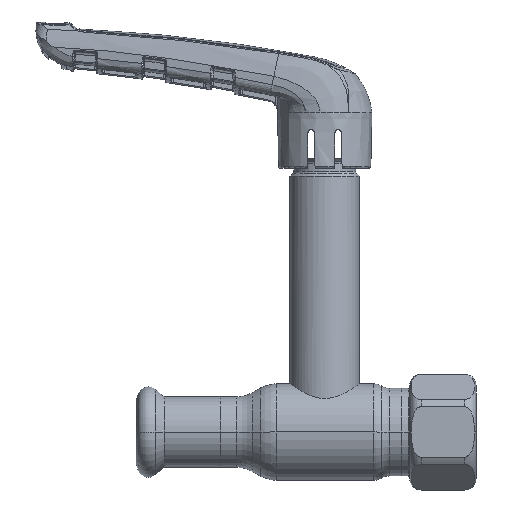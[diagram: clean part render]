
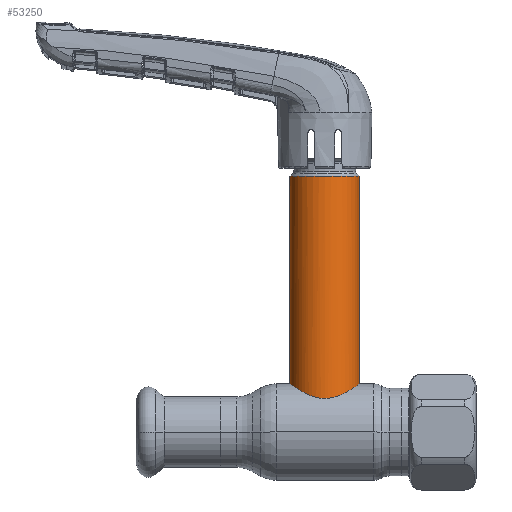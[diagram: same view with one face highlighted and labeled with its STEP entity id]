
A CAD part, top view. The second image highlights one B-rep face of the part: STEP entity #53250.
In plain terms, the highlighted cylindrical face has radius 9 mm (diameter 18 mm), a partial arc.
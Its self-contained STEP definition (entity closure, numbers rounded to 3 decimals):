
#114 = CARTESIAN_POINT ( 'NONE',  ( 9., 66.219, 0. ) ) ;
#141 = CARTESIAN_POINT ( 'NONE',  ( -8.027, 11.819, 4.08 ) ) ;
#960 = CARTESIAN_POINT ( 'NONE',  ( 4.551, 9.793, 7.77 ) ) ;
#1177 = CARTESIAN_POINT ( 'NONE',  ( -1.525, 8.803, 8.875 ) ) ;
#1390 = CARTESIAN_POINT ( 'NONE',  ( 7.268, 11.316, 5.316 ) ) ;
#3324 = CARTESIAN_POINT ( 'NONE',  ( -9., 66.219, 0. ) ) ;
#3793 = EDGE_CURVE ( 'NONE', #45474, #17504, #46929, .T. ) ;
#4319 = DIRECTION ( 'NONE',  ( -1., 0., 0. ) ) ;
#4423 = CARTESIAN_POINT ( 'NONE',  ( -4.549, 9.787, 7.786 ) ) ;
#4819 = CARTESIAN_POINT ( 'NONE',  ( -9., 12.5, 0.621 ) ) ;
#5086 = EDGE_LOOP ( 'NONE', ( #9391, #11233, #56180, #19461 ) ) ;
#5444 = CARTESIAN_POINT ( 'NONE',  ( -2.114, 8.924, 8.753 ) ) ;
#5480 = CARTESIAN_POINT ( 'NONE',  ( 0., 0., 0. ) ) ;
#5883 = CARTESIAN_POINT ( 'NONE',  ( 8.034, 11.823, 4.099 ) ) ;
#6098 = CARTESIAN_POINT ( 'NONE',  ( 4.046, 9.569, 8.044 ) ) ;
#6745 = AXIS2_PLACEMENT_3D ( 'NONE', #5480, #53504, #29278 ) ;
#7529 = EDGE_CURVE ( 'NONE', #18671, #51220, #56538, .T. ) ;
#8543 = DIRECTION ( 'NONE',  ( 0., -1., 0. ) ) ;
#9391 = ORIENTED_EDGE ( 'NONE', *, *, #40804, .F. ) ;
#10558 = CARTESIAN_POINT ( 'NONE',  ( 8.506, 12.148, 3. ) ) ;
#10766 = CARTESIAN_POINT ( 'NONE',  ( -0.301, 8.674, 9. ) ) ;
#10970 = CARTESIAN_POINT ( 'NONE',  ( 9., 12.5, 0.306 ) ) ;
#11233 = ORIENTED_EDGE ( 'NONE', *, *, #3793, .T. ) ;
#13656 = EDGE_CURVE ( 'NONE', #17504, #18671, #47350, .T. ) ;
#14165 = CARTESIAN_POINT ( 'NONE',  ( -3.248, 9.26, 8.398 ) ) ;
#14868 = DIRECTION ( 'NONE',  ( 0., -1., 0. ) ) ;
#15226 = CARTESIAN_POINT ( 'NONE',  ( 3.784, 9.461, 8.171 ) ) ;
#15641 = CARTESIAN_POINT ( 'NONE',  ( 1.225, 8.756, 8.921 ) ) ;
#17504 = VERTEX_POINT ( 'NONE', #3324 ) ;
#18671 = VERTEX_POINT ( 'NONE', #45241 ) ;
#19182 = CARTESIAN_POINT ( 'NONE',  ( 0., 66.219, 0. ) ) ;
#19461 = ORIENTED_EDGE ( 'NONE', *, *, #7529, .T. ) ;
#19698 = CARTESIAN_POINT ( 'NONE',  ( -9., 12.5, 0. ) ) ;
#19892 = CARTESIAN_POINT ( 'NONE',  ( 8.688, 12.277, 2.426 ) ) ;
#20055 = AXIS2_PLACEMENT_3D ( 'NONE', #19182, #38071, #4319 ) ;
#20098 = CARTESIAN_POINT ( 'NONE',  ( 7.753, 11.632, 4.607 ) ) ;
#20531 = CARTESIAN_POINT ( 'NONE',  ( -2.403, 8.997, 8.678 ) ) ;
#23346 = CARTESIAN_POINT ( 'NONE',  ( 9., 12.5, 0. ) ) ;
#23749 = CARTESIAN_POINT ( 'NONE',  ( -7.101, 11.208, 5.56 ) ) ;
#24790 = CARTESIAN_POINT ( 'NONE',  ( 8.874, 12.409, 1.533 ) ) ;
#24998 = CARTESIAN_POINT ( 'NONE',  ( 9., 12.5, 0. ) ) ;
#25195 = CARTESIAN_POINT ( 'NONE',  ( 7.096, 11.206, 5.543 ) ) ;
#25622 = CARTESIAN_POINT ( 'NONE',  ( 6.731, 10.979, 5.981 ) ) ;
#27654 = LINE ( 'NONE', #38430, #50475 ) ;
#29236 = CARTESIAN_POINT ( 'NONE',  ( -8.494, 12.14, 2.992 ) ) ;
#29278 = DIRECTION ( 'NONE',  ( -1., 0., 0. ) ) ;
#29445 = CARTESIAN_POINT ( 'NONE',  ( -7.746, 11.629, 4.592 ) ) ;
#30062 = CARTESIAN_POINT ( 'NONE',  ( 0.617, 8.691, 8.984 ) ) ;
#30270 = CARTESIAN_POINT ( 'NONE',  ( 1.53, 8.804, 8.874 ) ) ;
#30474 = CARTESIAN_POINT ( 'NONE',  ( 5.496, 10.261, 7.15 ) ) ;
#33482 = CARTESIAN_POINT ( 'NONE',  ( -5.487, 10.257, 7.156 ) ) ;
#34309 = CARTESIAN_POINT ( 'NONE',  ( -8.389, 12.068, 3.272 ) ) ;
#34433 = VECTOR ( 'NONE', #8543, 1000. ) ;
#34520 = CARTESIAN_POINT ( 'NONE',  ( 8.921, 12.443, 1.229 ) ) ;
#34954 = CARTESIAN_POINT ( 'NONE',  ( 8.984, 12.489, 0.613 ) ) ;
#38071 = DIRECTION ( 'NONE',  ( 0., -1., 0. ) ) ;
#38430 = CARTESIAN_POINT ( 'NONE',  ( 9., 0., 0. ) ) ;
#39199 = CARTESIAN_POINT ( 'NONE',  ( -8.156, 11.907, 3.816 ) ) ;
#39826 = CARTESIAN_POINT ( 'NONE',  ( -0.611, 8.691, 8.985 ) ) ;
#40804 = EDGE_CURVE ( 'NONE', #45474, #51220, #27654, .T. ) ;
#43262 = CARTESIAN_POINT ( 'NONE',  ( -4.05, 9.561, 8.058 ) ) ;
#43677 = CARTESIAN_POINT ( 'NONE',  ( -8.936, 12.454, 1.228 ) ) ;
#44171 = CYLINDRICAL_SURFACE ( 'NONE', #6745, 9. ) ;
#44723 = CARTESIAN_POINT ( 'NONE',  ( 6.537, 10.861, 6.192 ) ) ;
#44926 = CARTESIAN_POINT ( 'NONE',  ( 2.419, 8.987, 8.69 ) ) ;
#45241 = CARTESIAN_POINT ( 'NONE',  ( -9., 12.5, 0. ) ) ;
#45474 = VERTEX_POINT ( 'NONE', #114 ) ;
#46451 = FACE_OUTER_BOUND ( 'NONE', #5086, .T. ) ;
#46561 = CARTESIAN_POINT ( 'NONE',  ( -9., 0., 0. ) ) ;
#46929 = CIRCLE ( 'NONE', #20055, 9. ) ;
#47350 = LINE ( 'NONE', #46561, #34433 ) ;
#48131 = CARTESIAN_POINT ( 'NONE',  ( -8.676, 12.268, 2.414 ) ) ;
#48570 = CARTESIAN_POINT ( 'NONE',  ( -8.752, 12.323, 2.119 ) ) ;
#48995 = CARTESIAN_POINT ( 'NONE',  ( 5.931, 10.503, 6.794 ) ) ;
#49217 = CARTESIAN_POINT ( 'NONE',  ( 4.793, 9.909, 7.623 ) ) ;
#50475 = VECTOR ( 'NONE', #14868, 1000. ) ;
#51220 = VERTEX_POINT ( 'NONE', #23346 ) ;
#52862 = CARTESIAN_POINT ( 'NONE',  ( -7.592, 11.527, 4.842 ) ) ;
#53250 = ADVANCED_FACE ( 'NONE', ( #46451 ), #44171, .T. ) ;
#53504 = DIRECTION ( 'NONE',  ( 0., -1., 0. ) ) ;
#54107 = CARTESIAN_POINT ( 'NONE',  ( -2.97, 9.165, 8.501 ) ) ;
#54310 = CARTESIAN_POINT ( 'NONE',  ( -1.224, 8.755, 8.922 ) ) ;
#54534 = CARTESIAN_POINT ( 'NONE',  ( 2.98, 9.159, 8.512 ) ) ;
#56180 = ORIENTED_EDGE ( 'NONE', *, *, #13656, .T. ) ;
#56538 = B_SPLINE_CURVE_WITH_KNOTS ( 'NONE', 3,
 ( #19698, #4819, #43677, #48570, #48131, #29236, #34309, #39199, #141, #29445, #52862, #23749, #57689, #62541, #33482, #4423, #43262, #14165, #54107, #20531, #5444, #1177, #54310, #39826, #10766, #59550, #30062, #15641, #30270, #44926, #54534, #15226, #6098, #960, #49217, #30474, #48995, #44723, #25622, #25195, #1390, #20098, #5883, #10558, #19892, #24790, #34520, #34954, #10970, #24998 ),
 .UNSPECIFIED., .F., .F.,
 ( 4, 2, 2, 2, 2, 2, 2, 2, 2, 2, 2, 2, 2, 2, 2, 2, 2, 2, 2, 2, 2, 2, 2, 2, 4 ),
 ( 0., 0.002, 0.003, 0.004, 0.005, 0.006, 0.007, 0.009, 0.011, 0.012, 0.013, 0.014, 0.015, 0.016, 0.017, 0.018, 0.019, 0.02, 0.022, 0.023, 0.024, 0.026, 0.028, 0.028, 0.029 ),
 .UNSPECIFIED. ) ;
#57689 = CARTESIAN_POINT ( 'NONE',  ( -6.736, 10.978, 5.996 ) ) ;
#59550 = CARTESIAN_POINT ( 'NONE',  ( 0.312, 8.675, 9. ) ) ;
#62541 = CARTESIAN_POINT ( 'NONE',  ( -5.93, 10.503, 6.793 ) ) ;
